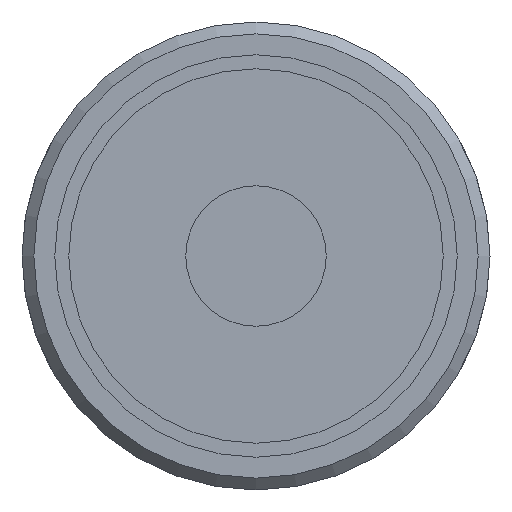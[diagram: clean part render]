
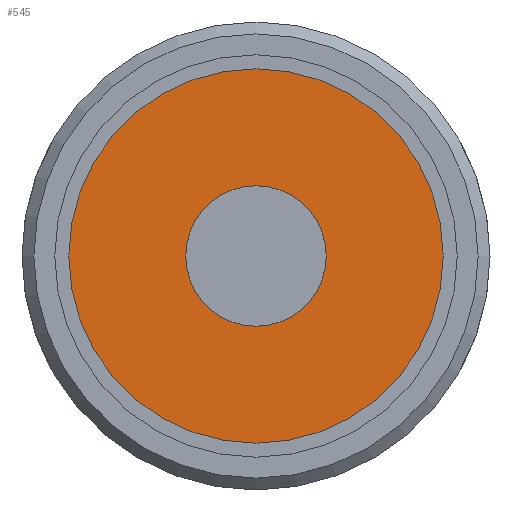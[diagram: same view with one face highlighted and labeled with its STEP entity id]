
A CAD part, left-side view. The second image highlights one B-rep face of the part: STEP entity #545.
In plain terms, the highlighted planar face has unit normal (-1, 0, 0).
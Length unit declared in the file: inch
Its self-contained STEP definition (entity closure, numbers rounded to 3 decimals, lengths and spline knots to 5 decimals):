
#7 = EDGE_CURVE ( 'NONE', #505, #505, #537, .T. ) ;
#31 = DIRECTION ( 'NONE',  ( 1., 0., 0. ) ) ;
#43 = VERTEX_POINT ( 'NONE', #403 ) ;
#83 = DIRECTION ( 'NONE',  ( -1., 0., 0. ) ) ;
#102 = DIRECTION ( 'NONE',  ( 0., 0., 1. ) ) ;
#110 = EDGE_LOOP ( 'NONE', ( #442 ) ) ;
#120 = EDGE_CURVE ( 'NONE', #43, #43, #370, .T. ) ;
#122 = EDGE_LOOP ( 'NONE', ( #543 ) ) ;
#180 = FACE_OUTER_BOUND ( 'NONE', #110, .T. ) ;
#227 = CARTESIAN_POINT ( 'NONE',  ( 0.3937, 0.07874, 0. ) ) ;
#263 = DIRECTION ( 'NONE',  ( -1., 0., 0. ) ) ;
#267 = CARTESIAN_POINT ( 'NONE',  ( 0.3937, 0., 0.02953 ) ) ;
#307 = DIRECTION ( 'NONE',  ( 0., 0., -1. ) ) ;
#366 = DIRECTION ( 'NONE',  ( 0., 0., 1. ) ) ;
#370 = CIRCLE ( 'NONE', #456, 0.07874 ) ;
#381 = AXIS2_PLACEMENT_3D ( 'NONE', #227, #31, #307 ) ;
#389 = FACE_BOUND ( 'NONE', #122, .T. ) ;
#396 = CARTESIAN_POINT ( 'NONE',  ( 0.3937, 0., 0. ) ) ;
#403 = CARTESIAN_POINT ( 'NONE',  ( 0.3937, 0., 0.07874 ) ) ;
#433 = AXIS2_PLACEMENT_3D ( 'NONE', #396, #263, #102 ) ;
#442 = ORIENTED_EDGE ( 'NONE', *, *, #120, .T. ) ;
#456 = AXIS2_PLACEMENT_3D ( 'NONE', #542, #83, #366 ) ;
#492 = PLANE ( 'NONE',  #381 ) ;
#505 = VERTEX_POINT ( 'NONE', #267 ) ;
#537 = CIRCLE ( 'NONE', #433, 0.02953 ) ;
#542 = CARTESIAN_POINT ( 'NONE',  ( 0.3937, 0., 0. ) ) ;
#543 = ORIENTED_EDGE ( 'NONE', *, *, #7, .F. ) ;
#545 = ADVANCED_FACE ( 'NONE', ( #389, #180 ), #492, .F. ) ;
